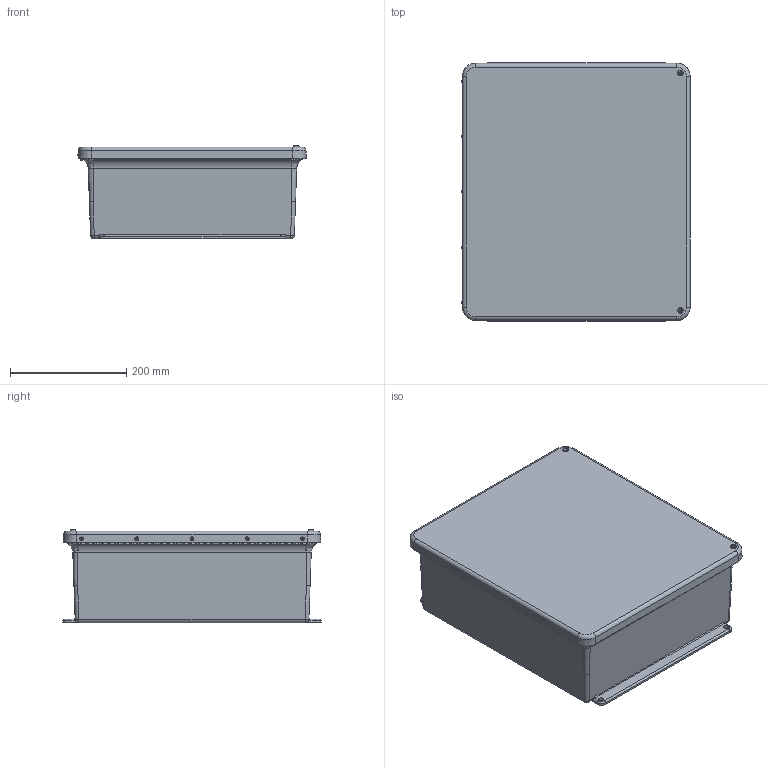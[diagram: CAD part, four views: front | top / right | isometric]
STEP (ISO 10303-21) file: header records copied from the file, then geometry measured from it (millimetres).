
FILE_DESCRIPTION(/* description */ (''),/* implementation_level */ '2;1');
FILE_NAME(/* name */ 'HW-WHJ161406CHSC.stp',/* time_stamp */ '2014-04-08T08:18:17-05:00',/* author */ ('jtigges'),/* organization */ (''),/* preprocessor_version */ 'ST-DEVELOPER v15.2',/* originating_system */ 'Autodesk Inventor 2014',/* authorisation */ '');
FILE_SCHEMA (('AUTOMOTIVE_DESIGN { 1 0 10303 214 3 1 1 }'));
Length unit declared in the file: inch
Products named in the file (18): J1614HW_1; RMINS45821P_39; RMINS45821P_40; RMINS45821P_41; RMINS45821P_42; RMINS45821P_43; RMINS45821P_44; J1614BHW; RMHINGCOV15; RMHINGPIN15; RMHINGBOX15; RMHING15; J1614HWCVR; GASKET_1614; WP1614HWU; RMSC10X063PHCPH; RMRIV43; WH-J1614HW_STP
Bounding box: 393.46 x 445.29 x 161.36 mm (x, y, z)
Volume: 2353225.9 mm3; surface area: 1249624.7 mm2
Topology: 24 solids, 24 shells, 898 faces, 2284 edges, 1461 vertices
Faces by surface type: cylinder 350, plane 341, cone 131, torus 36, bspline 32, sphere 8
Full cylindrical faces by diameter (mm): 2.159 x63, 3.175 x10, 3.327 x10, 3.556 x10, 3.683 x2, 3.861 x8, 3.962 x7, 3.967 x40, 4.826 x40, 5.537 x4, 6.35 x10, 6.858 x6
Entity records: 23425 total; most frequent: CARTESIAN_POINT 5222, DIRECTION 3890, ORIENTED_EDGE 3320, EDGE_CURVE 1660, AXIS2_PLACEMENT_3D 1504, VERTEX_POINT 1176, EDGE_LOOP 1142, LINE 882
